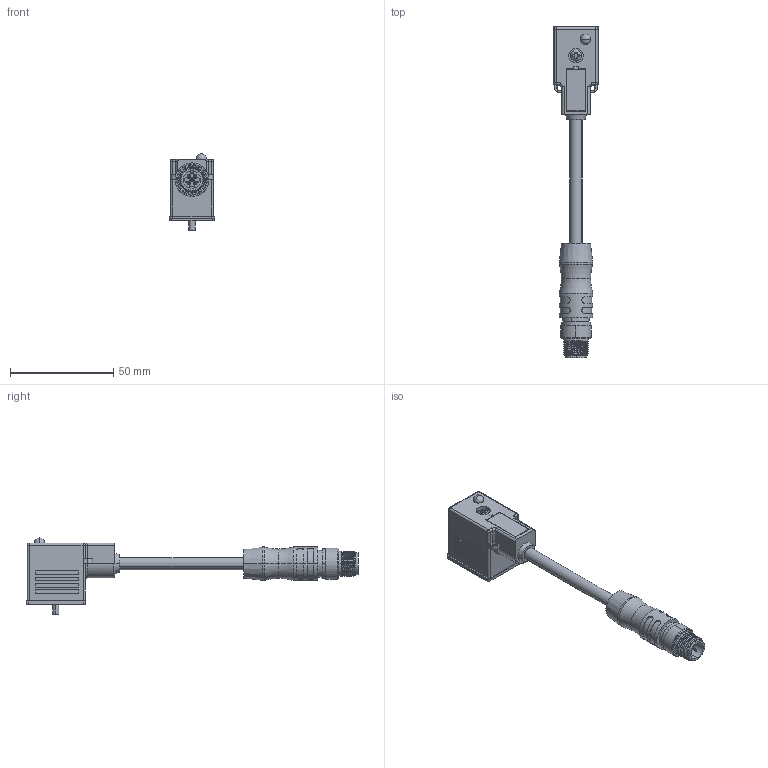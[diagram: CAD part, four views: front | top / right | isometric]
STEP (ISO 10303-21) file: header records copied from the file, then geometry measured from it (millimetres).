
FILE_DESCRIPTION (( 'STEP AP203' ), '1' );
FILE_NAME ('VBI21-024-M12-2M-LV.STEP', '2025-04-10T02:59:11', ( '' ), ( '' ), 'SwSTEP 2.0', 'SolidWorks 2018', '' );
FILE_SCHEMA (( 'CONFIG_CONTROL_DESIGN' ));
Length unit declared in the file: millimetre
Products named in the file (1): VBI21-024-M12-2M-LV
Bounding box: 21.8 x 160.7 x 36.9 mm (x, y, z)
Volume: 30885.5 mm3; surface area: 14694.3 mm2
Topology: 5 solids, 18 shells, 735 faces, 1848 edges, 1168 vertices
Faces by surface type: plane 402, cylinder 261, sphere 28, cone 27, bspline 12, torus 5
Entity records: 25512 total; most frequent: CARTESIAN_POINT 7885, DIRECTION 3660, ORIENTED_EDGE 3626, EDGE_CURVE 1813, AXIS2_PLACEMENT_3D 1277, VERTEX_POINT 1161, LINE 1106, VECTOR 1106
